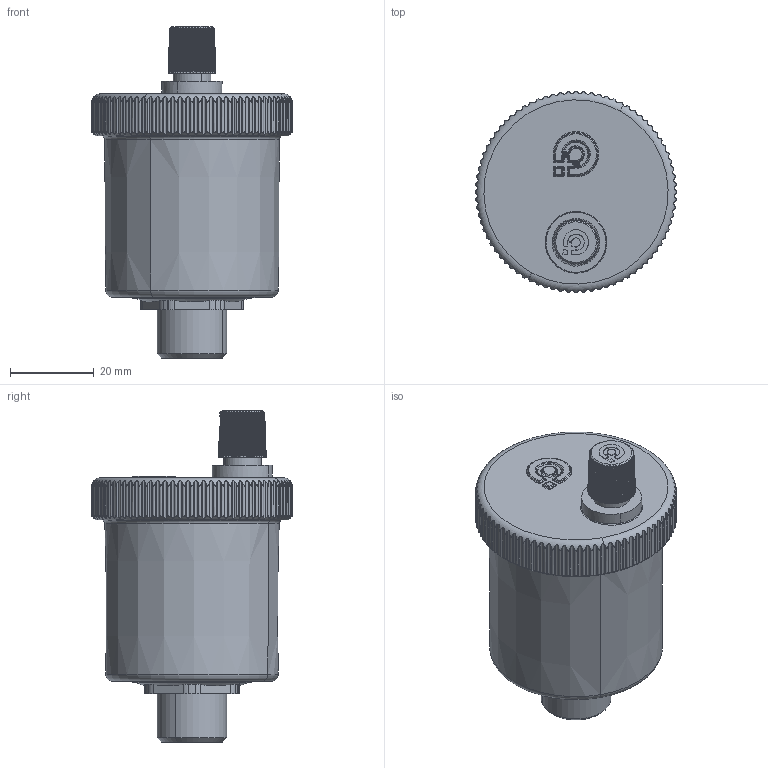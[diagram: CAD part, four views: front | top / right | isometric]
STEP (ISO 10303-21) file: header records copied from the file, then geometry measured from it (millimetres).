
FILE_DESCRIPTION(('CATIA V5 STEP Exchange','CAx-IF Rec.Pracs.--- Model Styling and Organization---1.4--- 2014-01-23','CAx-IF Rec.Pracs.---3D Tessellated Data Validation Properties---0.5---2014-09-14'),'2;1');
FILE_NAME('STEP_502030_CST_-_TST.stp','2022-11-16T08:59:41+00:00',('none'),('none'),'CATIA Version 5-6 Release 2019 SP3','CATIA V5 STEP AP242 v1','none');
FILE_SCHEMA(('AP242_MANAGED_MODEL_BASED_3D_ENGINEERING_MIM_LF {1 0 10303 442 1 1 4}'));
Length unit declared in the file: millimetre
Products named in the file (1): 502030_AllCATPart
Bounding box: 47.9 x 47.9 x 79.1 mm (x, y, z)
Volume: 74613.4 mm3; surface area: 11397.2 mm2
Topology: 1 solids, 1 shells, 845 faces, 2466 edges, 1622 vertices
Faces by surface type: plane 317, cylinder 242, extrusion 202, bspline 29, torus 24, cone 22, sphere 9
Entity records: 33602 total; most frequent: CARTESIAN_POINT 14129, ORIENTED_EDGE 4906, DIRECTION 2506, EDGE_CURVE 2453, VERTEX_POINT 1622, B_SPLINE_CURVE_WITH_KNOTS 1525, VECTOR 1080, LINE 878
